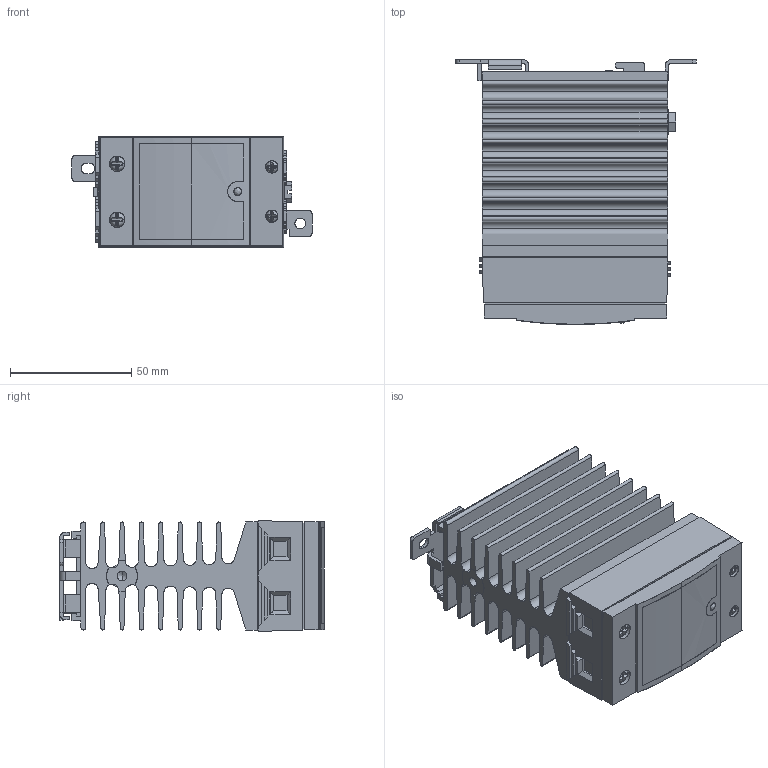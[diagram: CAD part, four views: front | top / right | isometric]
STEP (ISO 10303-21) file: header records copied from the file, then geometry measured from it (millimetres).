
FILE_DESCRIPTION (( 'STEP AP214' ), '1' );
FILE_NAME ('103101.STEP', '2011-07-02T18:32:35', ( 'LALo' ), ( 'Edi Foundation' ), 'SwSTEP 2.0', 'SolidWorks 2011', '' );
FILE_SCHEMA (( 'AUTOMOTIVE_DESIGN' ));
Length unit declared in the file: millimetre
Products named in the file (1): 103101
Bounding box: 98.81 x 108.98 x 45.47 mm (x, y, z)
Surface area: 84005.4 mm2 (no closed solid volume)
Topology: 0 solids, 535 shells, 551 faces, 2902 edges, 2875 vertices
Faces by surface type: plane 372, cylinder 156, cone 9, torus 8, bspline 6
Entity records: 37924 total; most frequent: CARTESIAN_POINT 12911, DIRECTION 3584, ORIENTED_EDGE 2907, EDGE_CURVE 2891, VERTEX_POINT 2875, LINE 1776, VECTOR 1776, AXIS2_PLACEMENT_3D 904
